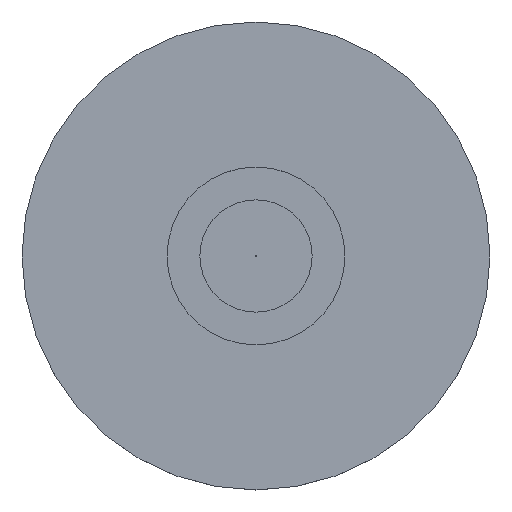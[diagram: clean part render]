
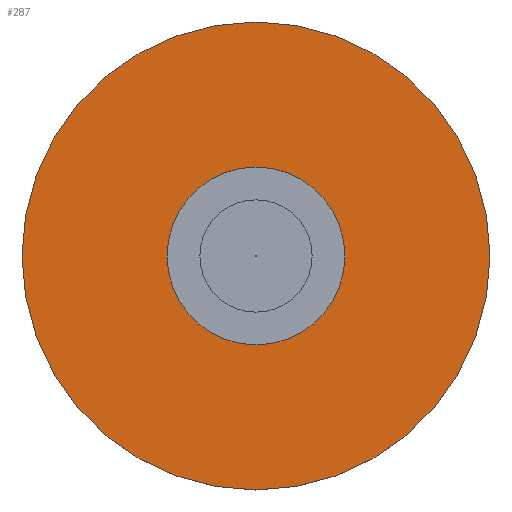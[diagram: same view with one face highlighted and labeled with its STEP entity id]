
A CAD part, top view. The second image highlights one B-rep face of the part: STEP entity #287.
In plain terms, the highlighted planar face has unit normal (0, 0, 1).
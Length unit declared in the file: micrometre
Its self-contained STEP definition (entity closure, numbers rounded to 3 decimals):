
#8 = AXIS2_PLACEMENT_3D ( 'NONE', #540, #500, #223 ) ;
#21 = EDGE_CURVE ( 'NONE', #334, #207, #289, .T. ) ;
#37 = CIRCLE ( 'NONE', #510, 12500. ) ;
#39 = CARTESIAN_POINT ( 'NONE',  ( 4750., 0., 625. ) ) ;
#48 = DIRECTION ( 'NONE',  ( -1., 0., 0. ) ) ;
#51 = CARTESIAN_POINT ( 'NONE',  ( 0., 4750., 625. ) ) ;
#52 = AXIS2_PLACEMENT_3D ( 'NONE', #269, #95, #362 ) ;
#55 = DIRECTION ( 'NONE',  ( 1., 0., 0. ) ) ;
#64 = CIRCLE ( 'NONE', #8, 4750. ) ;
#95 = DIRECTION ( 'NONE',  ( 0., 0., 1. ) ) ;
#102 = VERTEX_POINT ( 'NONE', #212 ) ;
#113 = ORIENTED_EDGE ( 'NONE', *, *, #363, .F. ) ;
#128 = CARTESIAN_POINT ( 'NONE',  ( 0., 0., 625. ) ) ;
#135 = AXIS2_PLACEMENT_3D ( 'NONE', #298, #443, #312 ) ;
#142 = FACE_OUTER_BOUND ( 'NONE', #145, .T. ) ;
#145 = EDGE_LOOP ( 'NONE', ( #511, #407 ) ) ;
#199 = ORIENTED_EDGE ( 'NONE', *, *, #373, .F. ) ;
#207 = VERTEX_POINT ( 'NONE', #386 ) ;
#212 = CARTESIAN_POINT ( 'NONE',  ( -4750., 0., 625. ) ) ;
#223 = DIRECTION ( 'NONE',  ( 1., 0., 0. ) ) ;
#262 = PLANE ( 'NONE',  #449 ) ;
#267 = CARTESIAN_POINT ( 'NONE',  ( -12500., 0., 625. ) ) ;
#269 = CARTESIAN_POINT ( 'NONE',  ( 0., 0., 625. ) ) ;
#287 = ADVANCED_FACE ( 'NONE', ( #338, #142 ), #262, .F. ) ;
#289 = CIRCLE ( 'NONE', #135, 12500. ) ;
#290 = CIRCLE ( 'NONE', #52, 4750. ) ;
#298 = CARTESIAN_POINT ( 'NONE',  ( 0., 0., 625. ) ) ;
#312 = DIRECTION ( 'NONE',  ( 1., 0., 0. ) ) ;
#315 = DIRECTION ( 'NONE',  ( 0., 0., -1. ) ) ;
#318 = DIRECTION ( 'NONE',  ( 0., 0., 1. ) ) ;
#334 = VERTEX_POINT ( 'NONE', #267 ) ;
#338 = FACE_BOUND ( 'NONE', #367, .T. ) ;
#357 = EDGE_CURVE ( 'NONE', #207, #334, #37, .T. ) ;
#362 = DIRECTION ( 'NONE',  ( 1., 0., 0. ) ) ;
#363 = EDGE_CURVE ( 'NONE', #102, #529, #290, .T. ) ;
#367 = EDGE_LOOP ( 'NONE', ( #199, #113 ) ) ;
#373 = EDGE_CURVE ( 'NONE', #529, #102, #64, .T. ) ;
#386 = CARTESIAN_POINT ( 'NONE',  ( 12500., 0., 625. ) ) ;
#407 = ORIENTED_EDGE ( 'NONE', *, *, #21, .T. ) ;
#443 = DIRECTION ( 'NONE',  ( 0., 0., 1. ) ) ;
#449 = AXIS2_PLACEMENT_3D ( 'NONE', #51, #315, #48 ) ;
#500 = DIRECTION ( 'NONE',  ( 0., 0., 1. ) ) ;
#510 = AXIS2_PLACEMENT_3D ( 'NONE', #128, #318, #55 ) ;
#511 = ORIENTED_EDGE ( 'NONE', *, *, #357, .T. ) ;
#529 = VERTEX_POINT ( 'NONE', #39 ) ;
#540 = CARTESIAN_POINT ( 'NONE',  ( 0., 0., 625. ) ) ;
